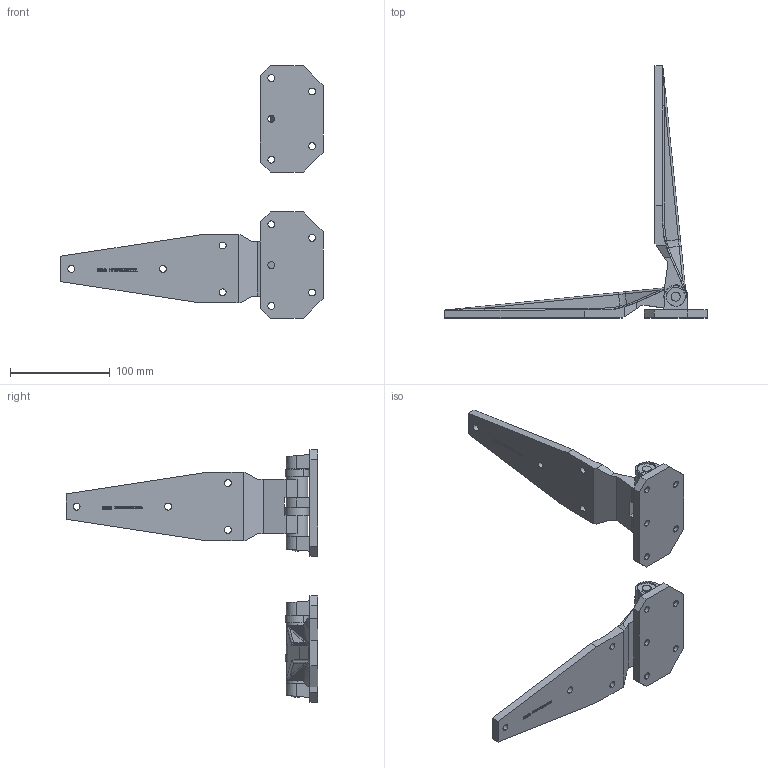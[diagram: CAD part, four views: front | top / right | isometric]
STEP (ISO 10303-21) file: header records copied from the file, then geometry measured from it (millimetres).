
FILE_DESCRIPTION (( 'STEP AP214' ), '1' );
FILE_NAME ('02265-Full Leaf Hinge Heavy Duty Chrome Right Hand.STEP', '2018-07-29T23:18:05', ( '' ), ( '' ), 'SwSTEP 2.0', 'SolidWorks 2018', '' );
FILE_SCHEMA (( 'AUTOMOTIVE_DESIGN' ));
Length unit declared in the file: millimetre
Products named in the file (12): 2265 - Hinge Base; 2265 - Hinge; 2265 - Spacer; 02265-Full Leaf Hinge Heavy Duty Chrome Right Hand
Assembly tree (8 placements, depth 2):
  2265 - Hinge
  2265 - Spacer
  2265 - Spacer
  2265 - Spacer
  02265-Full Leaf Hinge Heavy Duty Chrome Right Hand
    2265 - Hinge Base  x2
    2265 - Hinge  x2
    2265 - Spacer  x4
Bounding box: 263.5 x 253 x 254 mm (x, y, z)
Volume: 450142.7 mm3; surface area: 127779.5 mm2
Topology: 10 solids, 10 shells, 834 faces, 2198 edges, 1442 vertices
Faces by surface type: plane 412, bspline 288, cylinder 106, cone 24, sphere 4
Entity records: 22976 total; most frequent: CARTESIAN_POINT 13455, ORIENTED_EDGE 2174, DIRECTION 1409, EDGE_CURVE 1087, VERTEX_POINT 713, LINE 651, VECTOR 651, EDGE_LOOP 470
